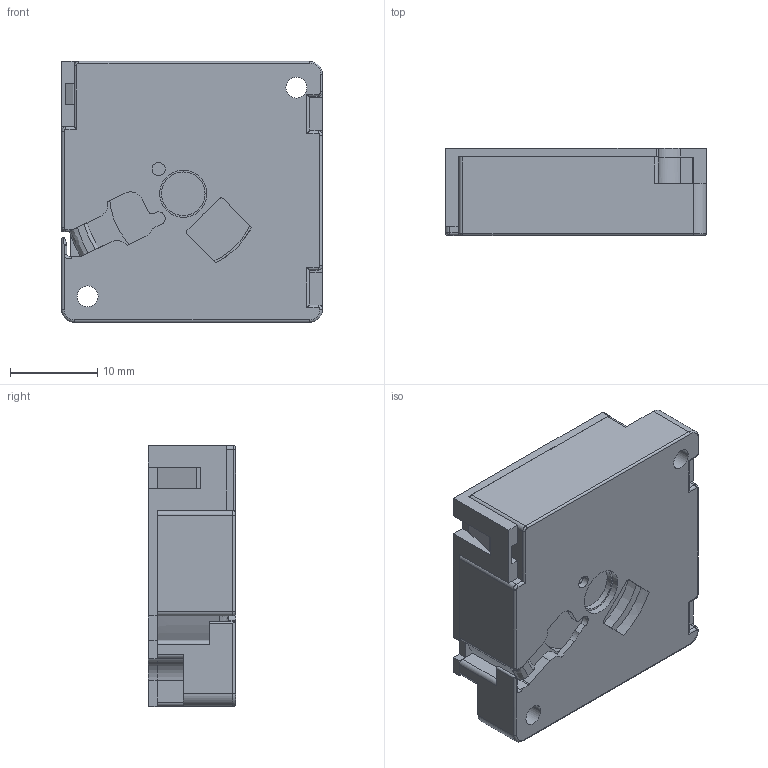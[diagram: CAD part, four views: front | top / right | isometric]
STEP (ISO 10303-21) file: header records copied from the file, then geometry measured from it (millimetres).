
FILE_DESCRIPTION((''),'2;1');
FILE_NAME('BFB0312HHA-CF00-3D_ASM','2019-04-08T',('WEIJE.CHEN'),(''),'PRO/ENGINEER BY PARAMETRIC TECHNOLOGY CORPORATION, 2009360','PRO/ENGINEER BY PARAMETRIC TECHNOLOGY CORPORATION, 2009360','');
FILE_SCHEMA(('AUTOMOTIVE_DESIGN_CC2 { 1 2 10303 214 -1 1 5 2 }'));
Length unit declared in the file: millimetre
Products named in the file (10): 3CM-FRAME_AF1; BFB0305HHA-C-FRAME_ASM_ASM_ASM__ASM; 4104080400_ASM_ASM_ASM_ASM_ASM; 4104080400_ASM_ASM_ASM_ASM; 4104080400_ASM_ASM_ASM; 410408040000A_ASM_ASM; 410300260001_1; 410020590001_1; BFB0305HHA-C_ASM_ASM; BFB0312HHA-CF00-3D_ASM
Assembly tree (9 placements, depth 8):
  BFB0312HHA-CF00-3D_ASM
    BFB0305HHA-C_ASM_ASM
      410408040000A_ASM_ASM
        4104080400_ASM_ASM_ASM
          4104080400_ASM_ASM_ASM_ASM
            4104080400_ASM_ASM_ASM_ASM_ASM
              BFB0305HHA-C-FRAME_ASM_ASM_ASM__ASM
                3CM-FRAME_AF1
      410300260001_1
      410020590001_1
Bounding box: 30.01 x 10 x 30.01 mm (x, y, z)
Volume: 5377 mm3; surface area: 6934.9 mm2
Topology: 3 solids, 3 shells, 274 faces, 775 edges, 516 vertices
Faces by surface type: plane 141, cylinder 101, torus 13, cone 10, bspline 8, extrusion 1
Entity records: 9541 total; most frequent: CARTESIAN_POINT 2021, DIRECTION 1580, ORIENTED_EDGE 1550, EDGE_CURVE 775, AXIS2_PLACEMENT_3D 558, VERTEX_POINT 516, VECTOR 464, LINE 463
